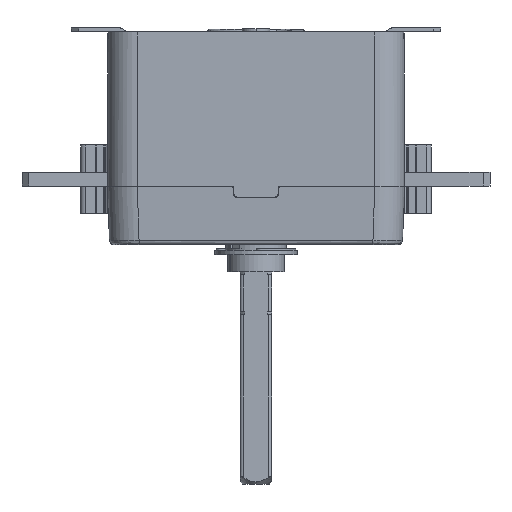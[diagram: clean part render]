
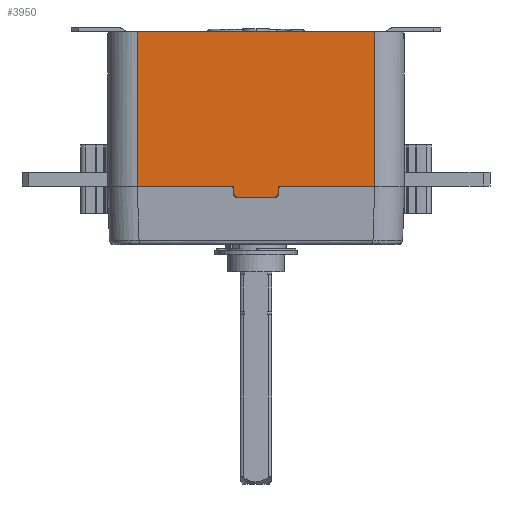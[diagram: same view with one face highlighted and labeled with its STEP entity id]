
A CAD part, left-side view. The second image highlights one B-rep face of the part: STEP entity #3950.
In plain terms, the highlighted planar face has unit normal (-1, 0, 0).
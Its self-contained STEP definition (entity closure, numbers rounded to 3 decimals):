
#460=CARTESIAN_POINT('',(-565.3,303.409,-79.5));
#470=VERTEX_POINT('',#460);
#500=CARTESIAN_POINT('',(-565.3,0.,-79.5));
#510=DIRECTION('',(0.,1.,0.));
#520=VECTOR('',#510,1.);
#530=LINE('',#500,#520);
#540=CARTESIAN_POINT('',(-565.3,199.409,-79.5));
#550=VERTEX_POINT('',#540);
#560=EDGE_CURVE('',#550,#470,#530,.T.);
#2850=CARTESIAN_POINT('',(-565.3,251.409,0.));
#2860=DIRECTION('',(-1.,0.,0.));
#2870=DIRECTION('',(0.,1.,0.));
#2880=AXIS2_PLACEMENT_3D('',#2850,#2860,#2870);
#2890=PLANE('',#2880);
#2900=CARTESIAN_POINT('',(-565.3,0.,-11.8));
#2910=DIRECTION('',(0.,1.,0.));
#2920=VECTOR('',#2910,1.);
#2930=LINE('',#2900,#2920);
#2940=CARTESIAN_POINT('',(-565.3,261.771,-11.8));
#2950=VERTEX_POINT('',#2940);
#2960=CARTESIAN_POINT('',(-565.3,262.409,-11.8));
#2970=VERTEX_POINT('',#2960);
#2980=EDGE_CURVE('',#2950,#2970,#2930,.T.);
#2990=ORIENTED_EDGE('',*,*,#2980,.T.);
#3000=CARTESIAN_POINT('',(-565.3,261.771,-11.3));
#3010=DIRECTION('',(-1.,0.,0.));
#3020=DIRECTION('',(0.,1.,0.));
#3030=AXIS2_PLACEMENT_3D('',#3000,#3010,#3020);
#3040=CIRCLE('',#3030,0.5);
#3050=CARTESIAN_POINT('',(-565.3,261.271,-11.3));
#3060=VERTEX_POINT('',#3050);
#3070=EDGE_CURVE('',#2950,#3060,#3040,.T.);
#3080=ORIENTED_EDGE('',*,*,#3070,.F.);
#3090=CARTESIAN_POINT('',(-565.3,261.271,0.));
#3100=DIRECTION('',(0.,0.,-1.));
#3110=VECTOR('',#3100,1.);
#3120=LINE('',#3090,#3110);
#3130=CARTESIAN_POINT('',(-565.3,261.271,-9.1));
#3140=VERTEX_POINT('',#3130);
#3150=EDGE_CURVE('',#3140,#3060,#3120,.T.);
#3160=ORIENTED_EDGE('',*,*,#3150,.T.);
#3170=CARTESIAN_POINT('',(-565.3,259.271,-9.1));
#3180=DIRECTION('',(1.,0.,0.));
#3190=DIRECTION('',(0.,-1.,0.));
#3200=AXIS2_PLACEMENT_3D('',#3170,#3180,#3190);
#3210=CIRCLE('',#3200,2.);
#3220=CARTESIAN_POINT('',(-565.3,259.271,-7.1));
#3230=VERTEX_POINT('',#3220);
#3240=EDGE_CURVE('',#3140,#3230,#3210,.T.);
#3250=ORIENTED_EDGE('',*,*,#3240,.F.);
#3260=CARTESIAN_POINT('',(-565.3,0.,-7.1));
#3270=DIRECTION('',(0.,1.,0.));
#3280=VECTOR('',#3270,1.);
#3290=LINE('',#3260,#3280);
#3300=CARTESIAN_POINT('',(-565.3,243.546,-7.1));
#3310=VERTEX_POINT('',#3300);
#3320=EDGE_CURVE('',#3310,#3230,#3290,.T.);
#3330=ORIENTED_EDGE('',*,*,#3320,.T.);
#3340=CARTESIAN_POINT('',(-565.3,243.546,-9.1));
#3350=DIRECTION('',(-1.,0.,0.));
#3360=DIRECTION('',(0.,1.,0.));
#3370=AXIS2_PLACEMENT_3D('',#3340,#3350,#3360);
#3380=CIRCLE('',#3370,2.);
#3390=CARTESIAN_POINT('',(-565.3,241.546,-9.1));
#3400=VERTEX_POINT('',#3390);
#3410=EDGE_CURVE('',#3400,#3310,#3380,.T.);
#3420=ORIENTED_EDGE('',*,*,#3410,.T.);
#3430=CARTESIAN_POINT('',(-565.3,241.546,0.));
#3440=DIRECTION('',(0.,0.,1.));
#3450=VECTOR('',#3440,1.);
#3460=LINE('',#3430,#3450);
#3470=CARTESIAN_POINT('',(-565.3,241.546,-11.3));
#3480=VERTEX_POINT('',#3470);
#3490=EDGE_CURVE('',#3480,#3400,#3460,.T.);
#3500=ORIENTED_EDGE('',*,*,#3490,.T.);
#3510=CARTESIAN_POINT('',(-565.3,241.046,-11.3));
#3520=DIRECTION('',(1.,0.,0.));
#3530=DIRECTION('',(0.,-1.,0.));
#3540=AXIS2_PLACEMENT_3D('',#3510,#3520,#3530);
#3550=CIRCLE('',#3540,0.5);
#3560=CARTESIAN_POINT('',(-565.3,241.046,-11.8));
#3570=VERTEX_POINT('',#3560);
#3580=EDGE_CURVE('',#3570,#3480,#3550,.T.);
#3590=ORIENTED_EDGE('',*,*,#3580,.T.);
#3600=CARTESIAN_POINT('',(-565.3,0.,-11.8));
#3610=DIRECTION('',(0.,-1.,0.));
#3620=VECTOR('',#3610,1.);
#3630=LINE('',#3600,#3620);
#3640=CARTESIAN_POINT('',(-565.3,240.409,-11.8));
#3650=VERTEX_POINT('',#3640);
#3660=EDGE_CURVE('',#3570,#3650,#3630,.T.);
#3670=ORIENTED_EDGE('',*,*,#3660,.F.);
#3680=CARTESIAN_POINT('',(-565.3,0.,-11.8));
#3690=DIRECTION('',(0.,1.,0.));
#3700=VECTOR('',#3690,1.);
#3710=LINE('',#3680,#3700);
#3720=CARTESIAN_POINT('',(-565.3,199.409,-11.8));
#3730=VERTEX_POINT('',#3720);
#3740=EDGE_CURVE('',#3730,#3650,#3710,.T.);
#3750=ORIENTED_EDGE('',*,*,#3740,.T.);
#3760=CARTESIAN_POINT('',(-565.3,199.409,0.));
#3770=DIRECTION('',(0.,0.,-1.));
#3780=VECTOR('',#3770,1.);
#3790=LINE('',#3760,#3780);
#3800=EDGE_CURVE('',#3730,#550,#3790,.T.);
#3810=ORIENTED_EDGE('',*,*,#3800,.F.);
#3820=ORIENTED_EDGE('',*,*,#560,.F.);
#3830=CARTESIAN_POINT('',(-565.3,303.409,0.));
#3840=DIRECTION('',(0.,0.,-1.));
#3850=VECTOR('',#3840,1.);
#3860=LINE('',#3830,#3850);
#3870=CARTESIAN_POINT('',(-565.3,303.409,-11.8));
#3880=VERTEX_POINT('',#3870);
#3890=EDGE_CURVE('',#3880,#470,#3860,.T.);
#3900=ORIENTED_EDGE('',*,*,#3890,.T.);
#3910=EDGE_CURVE('',#2970,#3880,#3710,.T.);
#3920=ORIENTED_EDGE('',*,*,#3910,.T.);
#3930=EDGE_LOOP('',(#3920,#3900,#3820,#3810,#3750,#3670,#3590,#3500,
#3420,#3330,#3250,#3160,#3080,#2990));
#3940=FACE_OUTER_BOUND('',#3930,.T.);
#3950=ADVANCED_FACE('',(#3940),#2890,.T.);
